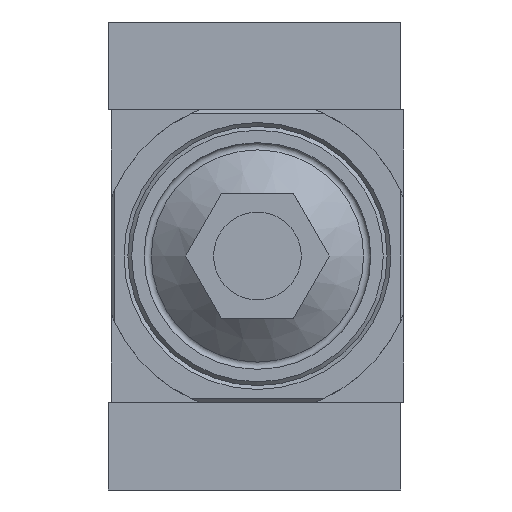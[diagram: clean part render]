
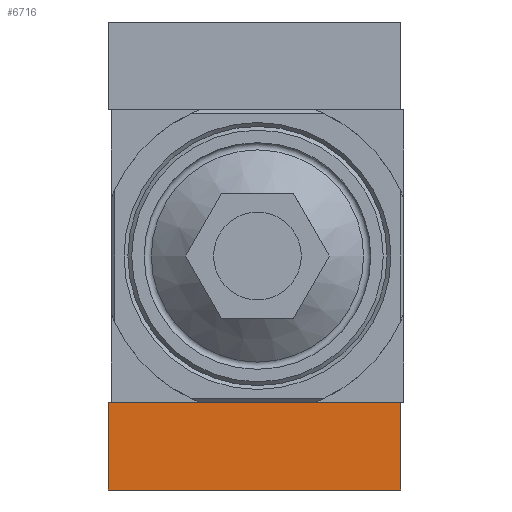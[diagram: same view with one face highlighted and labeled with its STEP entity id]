
A CAD part, front view. The second image highlights one B-rep face of the part: STEP entity #6716.
In plain terms, the highlighted face is planar.
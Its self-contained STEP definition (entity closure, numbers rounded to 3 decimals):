
#277=PLANE('',#7303);
#546=LINE('',#10439,#900);
#551=LINE('',#10453,#905);
#553=LINE('',#10457,#907);
#554=LINE('',#10458,#908);
#900=VECTOR('',#8595,1000.);
#905=VECTOR('',#8608,1000.);
#907=VECTOR('',#8612,1000.);
#908=VECTOR('',#8613,1000.);
#2019=ORIENTED_EDGE('',*,*,#3038,.T.);
#2020=ORIENTED_EDGE('',*,*,#3029,.F.);
#2021=ORIENTED_EDGE('',*,*,#3039,.F.);
#2022=ORIENTED_EDGE('',*,*,#3036,.T.);
#3029=EDGE_CURVE('',#3637,#3634,#546,.T.);
#3036=EDGE_CURVE('',#3643,#3642,#551,.T.);
#3038=EDGE_CURVE('',#3642,#3634,#553,.T.);
#3039=EDGE_CURVE('',#3643,#3637,#554,.T.);
#3634=VERTEX_POINT('',#10433);
#3637=VERTEX_POINT('',#10438);
#3642=VERTEX_POINT('',#10452);
#3643=VERTEX_POINT('',#10454);
#4423=EDGE_LOOP('',(#2019,#2020,#2021,#2022));
#4899=FACE_BOUND('',#4423,.T.);
#6716=ADVANCED_FACE('',(#4899),#277,.F.);
#7303=AXIS2_PLACEMENT_3D('',#10456,#8610,#8611);
#8595=DIRECTION('',(0.,0.,-1.));
#8608=DIRECTION('',(0.,0.,-1.));
#8610=DIRECTION('',(0.,-1.,0.));
#8611=DIRECTION('',(0.,0.,-1.));
#8612=DIRECTION('',(-1.,0.,0.));
#8613=DIRECTION('',(-1.,0.,0.));
#10433=CARTESIAN_POINT('',(-20.,10.,-6.));
#10438=CARTESIAN_POINT('',(-20.,10.,6.));
#10439=CARTESIAN_POINT('',(-20.,10.,6.));
#10452=CARTESIAN_POINT('',(20.,10.,-6.));
#10453=CARTESIAN_POINT('',(20.,10.,6.));
#10454=CARTESIAN_POINT('',(20.,10.,6.));
#10456=CARTESIAN_POINT('',(20.,10.,6.));
#10457=CARTESIAN_POINT('',(20.,10.,-6.));
#10458=CARTESIAN_POINT('',(20.,10.,6.));
